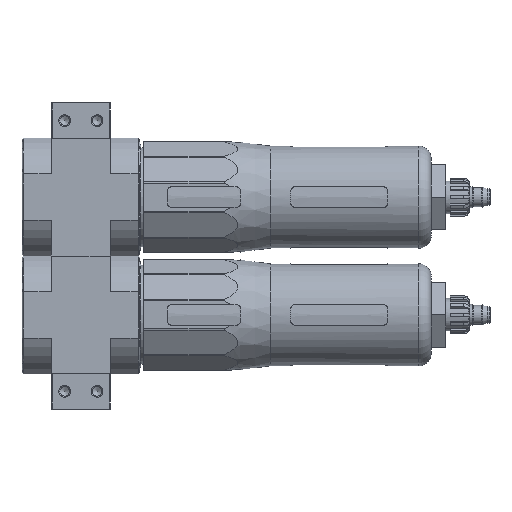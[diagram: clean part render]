
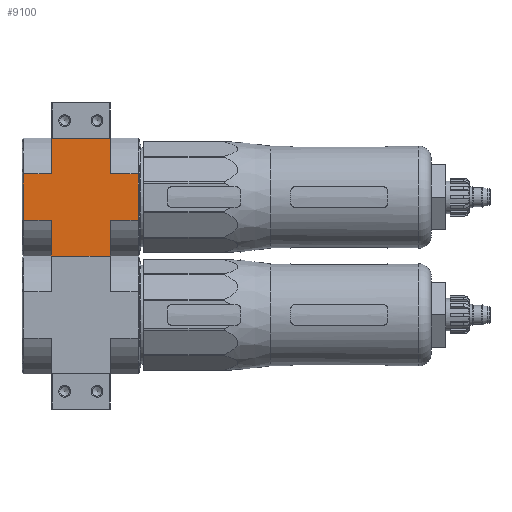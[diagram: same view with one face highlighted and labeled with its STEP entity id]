
A CAD part, left-side view. The second image highlights one B-rep face of the part: STEP entity #9100.
In plain terms, the highlighted face is planar.
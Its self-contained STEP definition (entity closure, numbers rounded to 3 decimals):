
#1928=ORIENTED_EDGE('',*,*,#4202,.T.);
#1929=ORIENTED_EDGE('',*,*,#4203,.F.);
#1930=ORIENTED_EDGE('',*,*,#4204,.T.);
#1931=ORIENTED_EDGE('',*,*,#4205,.F.);
#1932=ORIENTED_EDGE('',*,*,#4200,.T.);
#1933=ORIENTED_EDGE('',*,*,#4206,.T.);
#1934=ORIENTED_EDGE('',*,*,#4207,.F.);
#1935=ORIENTED_EDGE('',*,*,#4208,.T.);
#1936=ORIENTED_EDGE('',*,*,#4209,.F.);
#1937=ORIENTED_EDGE('',*,*,#4210,.T.);
#1938=ORIENTED_EDGE('',*,*,#4169,.F.);
#1939=ORIENTED_EDGE('',*,*,#4211,.F.);
#4169=EDGE_CURVE('',#5346,#5347,#6155,.T.);
#4200=EDGE_CURVE('',#5376,#5375,#6183,.T.);
#4202=EDGE_CURVE('',#5377,#5378,#6185,.F.);
#4203=EDGE_CURVE('',#5379,#5378,#6186,.T.);
#4204=EDGE_CURVE('',#5379,#5380,#6187,.T.);
#4205=EDGE_CURVE('',#5376,#5380,#6188,.T.);
#4206=EDGE_CURVE('',#5375,#5381,#6189,.T.);
#4207=EDGE_CURVE('',#5382,#5381,#6190,.T.);
#4208=EDGE_CURVE('',#5382,#5383,#6191,.T.);
#4209=EDGE_CURVE('',#5384,#5383,#6192,.F.);
#4210=EDGE_CURVE('',#5384,#5347,#6193,.T.);
#4211=EDGE_CURVE('',#5377,#5346,#6194,.T.);
#5346=VERTEX_POINT('',#16832);
#5347=VERTEX_POINT('',#16834);
#5375=VERTEX_POINT('',#16894);
#5376=VERTEX_POINT('',#16896);
#5377=VERTEX_POINT('',#16900);
#5378=VERTEX_POINT('',#16901);
#5379=VERTEX_POINT('',#16903);
#5380=VERTEX_POINT('',#16905);
#5381=VERTEX_POINT('',#16908);
#5382=VERTEX_POINT('',#16910);
#5383=VERTEX_POINT('',#16912);
#5384=VERTEX_POINT('',#16914);
#6155=LINE('',#16833,#6763);
#6183=LINE('',#16895,#6791);
#6185=LINE('',#16899,#6793);
#6186=LINE('',#16902,#6794);
#6187=LINE('',#16904,#6795);
#6188=LINE('',#16906,#6796);
#6189=LINE('',#16907,#6797);
#6190=LINE('',#16909,#6798);
#6191=LINE('',#16911,#6799);
#6192=LINE('',#16913,#6800);
#6193=LINE('',#16915,#6801);
#6194=LINE('',#16916,#6802);
#6763=VECTOR('',#13885,1000.);
#6791=VECTOR('',#13923,1000.);
#6793=VECTOR('',#13927,1000.);
#6794=VECTOR('',#13928,1000.);
#6795=VECTOR('',#13929,1000.);
#6796=VECTOR('',#13930,1000.);
#6797=VECTOR('',#13931,1000.);
#6798=VECTOR('',#13932,1000.);
#6799=VECTOR('',#13933,1000.);
#6800=VECTOR('',#13934,1000.);
#6801=VECTOR('',#13935,1000.);
#6802=VECTOR('',#13936,1000.);
#7384=EDGE_LOOP('',(#1928,#1929,#1930,#1931,#1932,#1933,#1934,#1935,#1936,
#1937,#1938,#1939));
#8139=FACE_BOUND('',#7384,.T.);
#8726=PLANE('',#12262);
#9100=ADVANCED_FACE('',(#8139),#8726,.F.);
#12262=AXIS2_PLACEMENT_3D('',#16898,#13925,#13926);
#13885=DIRECTION('',(0.,-1.,0.));
#13923=DIRECTION('',(0.,-1.,0.));
#13925=DIRECTION('',(0.,0.,1.));
#13926=DIRECTION('',(1.,0.,0.));
#13927=DIRECTION('',(0.,-1.,0.));
#13928=DIRECTION('',(-1.,0.,0.));
#13929=DIRECTION('',(0.,-1.,0.));
#13930=DIRECTION('',(-1.,0.,0.));
#13931=DIRECTION('',(-1.,0.,0.));
#13932=DIRECTION('',(0.,1.,0.));
#13933=DIRECTION('',(-1.,0.,0.));
#13934=DIRECTION('',(0.,1.,0.));
#13935=DIRECTION('',(-1.,0.,0.));
#13936=DIRECTION('',(-1.,0.,0.));
#16832=CARTESIAN_POINT('',(-20.,10.,-20.));
#16833=CARTESIAN_POINT('',(-20.,20.,-20.));
#16834=CARTESIAN_POINT('',(-20.,-10.,-20.));
#16894=CARTESIAN_POINT('',(20.,-10.,-20.));
#16895=CARTESIAN_POINT('',(20.,20.,-20.));
#16896=CARTESIAN_POINT('',(20.,10.,-20.));
#16898=CARTESIAN_POINT('',(20.,20.,-20.));
#16899=CARTESIAN_POINT('',(-7.89,30.,-20.));
#16900=CARTESIAN_POINT('',(-7.89,10.,-20.));
#16901=CARTESIAN_POINT('',(-7.89,19.5,-20.));
#16902=CARTESIAN_POINT('',(20.,19.5,-20.));
#16903=CARTESIAN_POINT('',(7.89,19.5,-20.));
#16904=CARTESIAN_POINT('',(7.89,30.,-20.));
#16905=CARTESIAN_POINT('',(7.89,10.,-20.));
#16906=CARTESIAN_POINT('',(20.,10.,-20.));
#16907=CARTESIAN_POINT('',(20.,-10.,-20.));
#16908=CARTESIAN_POINT('',(7.89,-10.,-20.));
#16909=CARTESIAN_POINT('',(7.89,-30.,-20.));
#16910=CARTESIAN_POINT('',(7.89,-19.5,-20.));
#16911=CARTESIAN_POINT('',(20.,-19.5,-20.));
#16912=CARTESIAN_POINT('',(-7.89,-19.5,-20.));
#16913=CARTESIAN_POINT('',(-7.89,-30.,-20.));
#16914=CARTESIAN_POINT('',(-7.89,-10.,-20.));
#16915=CARTESIAN_POINT('',(20.,-10.,-20.));
#16916=CARTESIAN_POINT('',(20.,10.,-20.));
